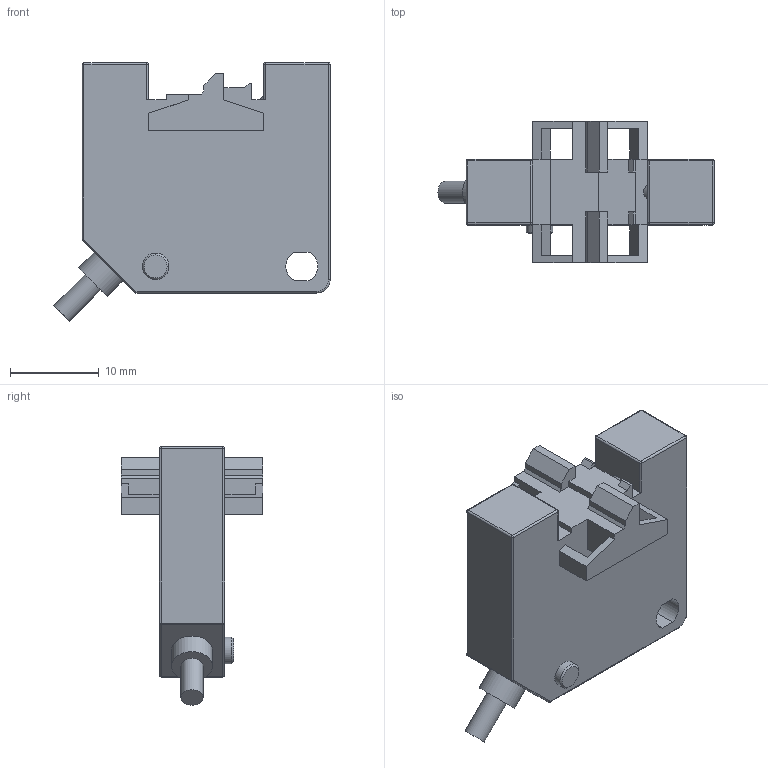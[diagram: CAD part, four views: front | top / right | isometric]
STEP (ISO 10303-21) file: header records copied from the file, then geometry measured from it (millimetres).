
FILE_DESCRIPTION(/* description */ (''),/* implementation_level */ '2;1');
FILE_NAME(/* name */ 'FY98C701.stp',/* time_stamp */ '2016-09-29T14:54:34+02:00',/* author */ ('mitarbeiter'),/* organization */ (''),/* preprocessor_version */ 'ST-DEVELOPER v15.2',/* originating_system */ 'Autodesk Inventor 2014',/* authorisation */ '');
FILE_SCHEMA (('AUTOMOTIVE_DESIGN { 1 0 10303 214 3 1 1 }'));
Length unit declared in the file: millimetre
Products named in the file (1): FY98C701
Bounding box: 31.19 x 16 x 29.19 mm (x, y, z)
Volume: 5186.4 mm3; surface area: 2718.8 mm2
Topology: 1 solids, 1 shells, 110 faces, 291 edges, 174 vertices
Faces by surface type: plane 64, cylinder 31, sphere 12, torus 2, cone 1
Full cylindrical faces by diameter (mm): 2 x1, 2.5 x1, 3 x2, 4.6 x1
Entity records: 3270 total; most frequent: DIRECTION 561, CARTESIAN_POINT 558, ORIENTED_EDGE 548, EDGE_CURVE 274, LINE 209, VECTOR 209, AXIS2_PLACEMENT_3D 176, VERTEX_POINT 173
